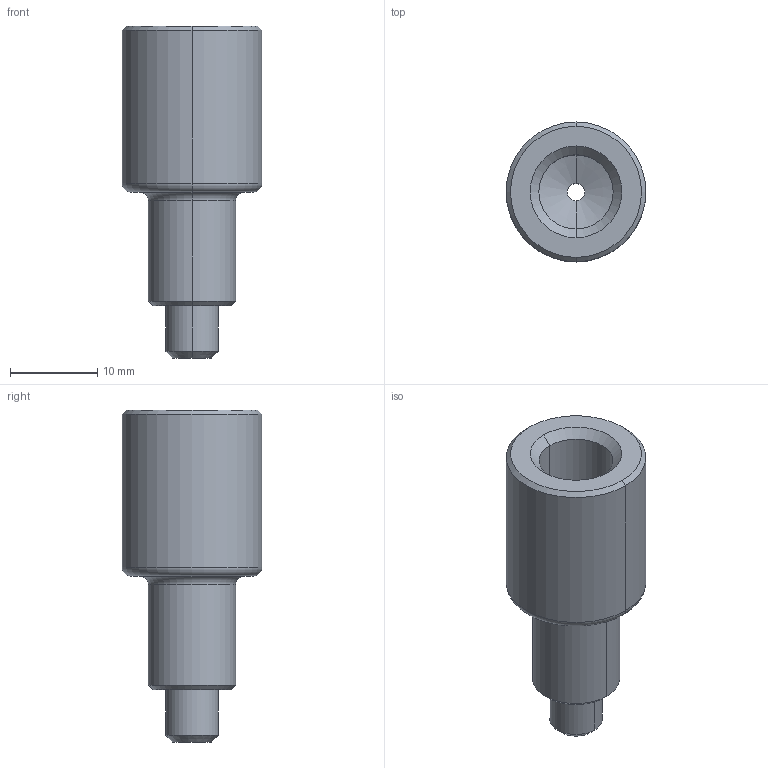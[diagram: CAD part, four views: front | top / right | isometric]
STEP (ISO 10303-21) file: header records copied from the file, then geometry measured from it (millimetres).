
FILE_DESCRIPTION(('no description'),'unknown implementation level');
FILE_NAME('A32F9D22-6364-41CA-A754-5E3EF7A61B49_export.stp',' ',('CIMSOURCE GmbH'),('CADClick - KiM GmbH - www.kimweb.de'),'unknown preprocess','ACIS','unknown authorization');
FILE_SCHEMA(('automotive_design'));
Length unit declared in the file: millimetre
Products named in the file (1): NONE
Bounding box: 16 x 16 x 38 mm (x, y, z)
Volume: 4028.5 mm3; surface area: 2372.6 mm2
Topology: 1 solids, 1 shells, 36 faces, 72 edges, 42 vertices
Faces by surface type: cylinder 14, cone 12, plane 6, torus 4
Entity records: 1839 total; most frequent: DIRECTION 198, CARTESIAN_POINT 154, STYLED_ITEM 151, PRESENTATION_STYLE_ASSIGNMENT 151, COLOUR_RGB 151, ORIENTED_EDGE 144, AXIS2_PLACEMENT_3D 86, EDGE_CURVE 72
